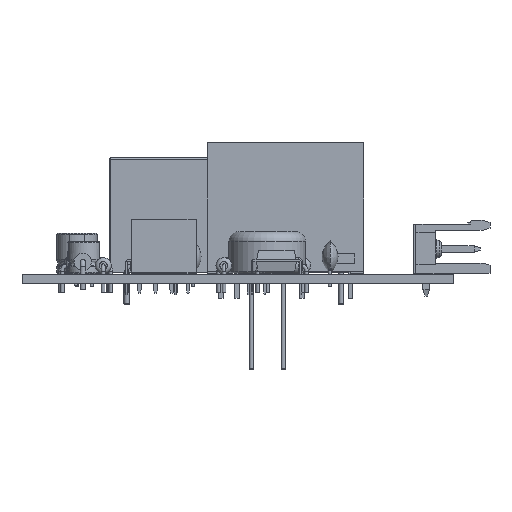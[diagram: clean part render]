
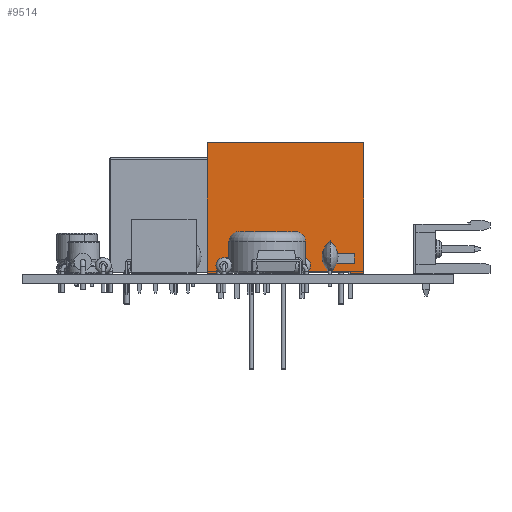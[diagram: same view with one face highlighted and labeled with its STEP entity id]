
A CAD part, left-side view. The second image highlights one B-rep face of the part: STEP entity #9514.
In plain terms, the highlighted face is planar.
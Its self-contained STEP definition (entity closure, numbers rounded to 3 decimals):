
#8617 = EDGE_CURVE('',#8618,#8620,#8622,.T.);
#8618 = VERTEX_POINT('',#8619);
#8619 = CARTESIAN_POINT('',(7.75,1.6,1.35));
#8620 = VERTEX_POINT('',#8621);
#8621 = CARTESIAN_POINT('',(10.75,1.6,1.35));
#8622 = LINE('',#8623,#8624);
#8623 = CARTESIAN_POINT('',(7.75,1.6,1.35));
#8624 = VECTOR('',#8625,1.);
#8625 = DIRECTION('',(1.,0.,0.));
#8648 = EDGE_CURVE('',#8620,#8649,#8651,.T.);
#8649 = VERTEX_POINT('',#8650);
#8650 = CARTESIAN_POINT('',(10.75,3.1,1.35));
#8651 = LINE('',#8652,#8653);
#8652 = CARTESIAN_POINT('',(10.75,3.1,1.35));
#8653 = VECTOR('',#8654,1.);
#8654 = DIRECTION('',(0.,1.,0.));
#8672 = EDGE_CURVE('',#8649,#8673,#8675,.T.);
#8673 = VERTEX_POINT('',#8674);
#8674 = CARTESIAN_POINT('',(7.75,3.1,1.35));
#8675 = LINE('',#8676,#8677);
#8676 = CARTESIAN_POINT('',(7.75,3.1,1.35));
#8677 = VECTOR('',#8678,1.);
#8678 = DIRECTION('',(-1.,0.,0.));
#8696 = EDGE_CURVE('',#8673,#8618,#8697,.T.);
#8697 = LINE('',#8698,#8699);
#8698 = CARTESIAN_POINT('',(7.75,3.1,1.35));
#8699 = VECTOR('',#8700,1.);
#8700 = DIRECTION('',(0.,-1.,0.));
#9020 = VERTEX_POINT('',#9021);
#9021 = CARTESIAN_POINT('',(12.25,0.,1.35));
#9027 = EDGE_CURVE('',#9020,#9028,#9030,.T.);
#9028 = VERTEX_POINT('',#9029);
#9029 = CARTESIAN_POINT('',(10.16,0.,1.35));
#9030 = LINE('',#9031,#9032);
#9031 = CARTESIAN_POINT('',(12.25,0.,1.35));
#9032 = VECTOR('',#9033,1.);
#9033 = DIRECTION('',(-1.,0.,0.));
#9050 = VERTEX_POINT('',#9051);
#9051 = CARTESIAN_POINT('',(10.16,0.4,1.35));
#9066 = EDGE_CURVE('',#9028,#9050,#9067,.T.);
#9067 = LINE('',#9068,#9069);
#9068 = CARTESIAN_POINT('',(10.16,0.,1.35));
#9069 = VECTOR('',#9070,1.);
#9070 = DIRECTION('',(0.,1.,0.));
#9295 = VERTEX_POINT('',#9296);
#9296 = CARTESIAN_POINT('',(-12.25,0.,1.35));
#9313 = VERTEX_POINT('',#9314);
#9314 = CARTESIAN_POINT('',(-10.16,0.,1.35));
#9320 = EDGE_CURVE('',#9313,#9295,#9321,.T.);
#9321 = LINE('',#9322,#9323);
#9322 = CARTESIAN_POINT('',(-12.25,0.,1.35));
#9323 = VECTOR('',#9324,1.);
#9324 = DIRECTION('',(-1.,0.,0.));
#9337 = VERTEX_POINT('',#9338);
#9338 = CARTESIAN_POINT('',(-10.16,0.4,1.35));
#9344 = EDGE_CURVE('',#9313,#9337,#9345,.T.);
#9345 = LINE('',#9346,#9347);
#9346 = CARTESIAN_POINT('',(-10.16,0.,1.35));
#9347 = VECTOR('',#9348,1.);
#9348 = DIRECTION('',(0.,1.,0.));
#9403 = VERTEX_POINT('',#9404);
#9404 = CARTESIAN_POINT('',(-12.25,20.5,1.35));
#9410 = EDGE_CURVE('',#9403,#9411,#9413,.T.);
#9411 = VERTEX_POINT('',#9412);
#9412 = CARTESIAN_POINT('',(12.25,20.5,1.35));
#9413 = LINE('',#9414,#9415);
#9414 = CARTESIAN_POINT('',(12.25,20.5,1.35));
#9415 = VECTOR('',#9416,1.);
#9416 = DIRECTION('',(1.,0.,0.));
#9493 = EDGE_CURVE('',#9411,#9020,#9494,.T.);
#9494 = LINE('',#9495,#9496);
#9495 = CARTESIAN_POINT('',(12.25,20.5,1.35));
#9496 = VECTOR('',#9497,1.);
#9497 = DIRECTION('',(0.,-1.,0.));
#9514 = ADVANCED_FACE('',(#9515,#9521),#9541,.F.);
#9515 = FACE_BOUND('',#9516,.T.);
#9516 = EDGE_LOOP('',(#9517,#9518,#9519,#9520));
#9517 = ORIENTED_EDGE('',*,*,#8617,.F.);
#9518 = ORIENTED_EDGE('',*,*,#8696,.F.);
#9519 = ORIENTED_EDGE('',*,*,#8672,.F.);
#9520 = ORIENTED_EDGE('',*,*,#8648,.F.);
#9521 = FACE_BOUND('',#9522,.T.);
#9522 = EDGE_LOOP('',(#9523,#9529,#9530,#9531,#9537,#9538,#9539,#9540));
#9523 = ORIENTED_EDGE('',*,*,#9524,.T.);
#9524 = EDGE_CURVE('',#9403,#9295,#9525,.T.);
#9525 = LINE('',#9526,#9527);
#9526 = CARTESIAN_POINT('',(-12.25,20.5,1.35));
#9527 = VECTOR('',#9528,1.);
#9528 = DIRECTION('',(0.,-1.,0.));
#9529 = ORIENTED_EDGE('',*,*,#9320,.F.);
#9530 = ORIENTED_EDGE('',*,*,#9344,.T.);
#9531 = ORIENTED_EDGE('',*,*,#9532,.T.);
#9532 = EDGE_CURVE('',#9337,#9050,#9533,.T.);
#9533 = LINE('',#9534,#9535);
#9534 = CARTESIAN_POINT('',(12.25,0.4,1.35));
#9535 = VECTOR('',#9536,1.);
#9536 = DIRECTION('',(1.,0.,0.));
#9537 = ORIENTED_EDGE('',*,*,#9066,.F.);
#9538 = ORIENTED_EDGE('',*,*,#9027,.F.);
#9539 = ORIENTED_EDGE('',*,*,#9493,.F.);
#9540 = ORIENTED_EDGE('',*,*,#9410,.F.);
#9541 = PLANE('',#9542);
#9542 = AXIS2_PLACEMENT_3D('',#9543,#9544,#9545);
#9543 = CARTESIAN_POINT('',(12.25,20.5,1.35));
#9544 = DIRECTION('',(0.,0.,-1.));
#9545 = DIRECTION('',(-1.,0.,0.));
